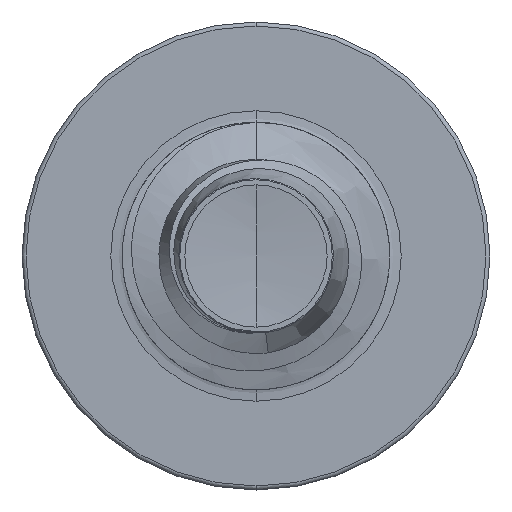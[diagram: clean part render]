
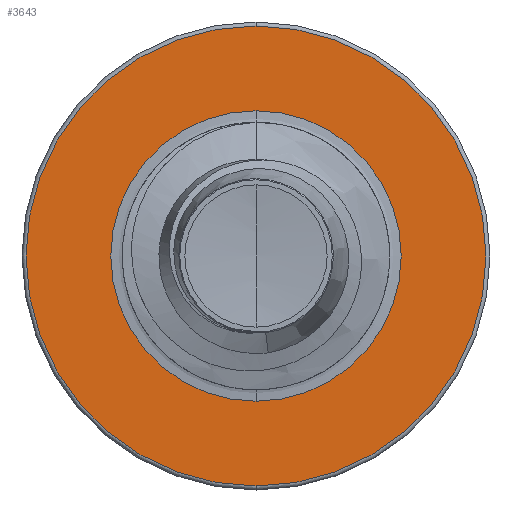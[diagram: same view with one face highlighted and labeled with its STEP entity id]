
A CAD part, front view. The second image highlights one B-rep face of the part: STEP entity #3643.
In plain terms, the highlighted planar face has unit normal (0, -1, 0).
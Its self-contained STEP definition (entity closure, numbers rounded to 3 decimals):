
#2 = AXIS2_PLACEMENT_3D ( 'NONE', #8054, #8049, #7995 ) ;
#98 = AXIS2_PLACEMENT_3D ( 'NONE', #9661, #9655, #9635 ) ;
#251 = CIRCLE ( 'NONE', #1358, 1.086 ) ;
#1007 = EDGE_LOOP ( 'NONE', ( #8728, #14815 ) ) ;
#1313 = DIRECTION ( 'NONE',  ( 0., 0., 1. ) ) ;
#1336 = DIRECTION ( 'NONE',  ( 0., 1., 0. ) ) ;
#1358 = AXIS2_PLACEMENT_3D ( 'NONE', #12517, #12753, #12561 ) ;
#1403 = CARTESIAN_POINT ( 'NONE',  ( 0., 7., -1.086 ) ) ;
#1429 = PLANE ( 'NONE',  #11213 ) ;
#3643 = ADVANCED_FACE ( 'NONE', ( #12826, #13173 ), #1429, .F. ) ;
#3892 = ORIENTED_EDGE ( 'NONE', *, *, #15340, .F. ) ;
#4502 = VERTEX_POINT ( 'NONE', #9045 ) ;
#5388 = CARTESIAN_POINT ( 'NONE',  ( 0., 7., 1.086 ) ) ;
#5494 = VERTEX_POINT ( 'NONE', #15378 ) ;
#5696 = CIRCLE ( 'NONE', #98, 1.72 ) ;
#7400 = DIRECTION ( 'NONE',  ( 0., 0., 1. ) ) ;
#7410 = DIRECTION ( 'NONE',  ( 0., 1., 0. ) ) ;
#7433 = CARTESIAN_POINT ( 'NONE',  ( 0., 7., 0. ) ) ;
#7995 = DIRECTION ( 'NONE',  ( 0., 0., 1. ) ) ;
#8049 = DIRECTION ( 'NONE',  ( 0., 1., 0. ) ) ;
#8054 = CARTESIAN_POINT ( 'NONE',  ( 0., 7., 0. ) ) ;
#8728 = ORIENTED_EDGE ( 'NONE', *, *, #15402, .T. ) ;
#9045 = CARTESIAN_POINT ( 'NONE',  ( 0., 7., -1.086 ) ) ;
#9132 = CIRCLE ( 'NONE', #11445, 1.086 ) ;
#9372 = VERTEX_POINT ( 'NONE', #11951 ) ;
#9573 = CIRCLE ( 'NONE', #2, 1.72 ) ;
#9635 = DIRECTION ( 'NONE',  ( 0., 0., 1. ) ) ;
#9655 = DIRECTION ( 'NONE',  ( 0., 1., 0. ) ) ;
#9661 = CARTESIAN_POINT ( 'NONE',  ( 0., 7., 0. ) ) ;
#11213 = AXIS2_PLACEMENT_3D ( 'NONE', #1403, #1336, #1313 ) ;
#11445 = AXIS2_PLACEMENT_3D ( 'NONE', #7433, #7410, #7400 ) ;
#11951 = CARTESIAN_POINT ( 'NONE',  ( 0., 7., -1.72 ) ) ;
#12517 = CARTESIAN_POINT ( 'NONE',  ( 0., 7., 0. ) ) ;
#12561 = DIRECTION ( 'NONE',  ( 0., 0., 1. ) ) ;
#12753 = DIRECTION ( 'NONE',  ( 0., 1., 0. ) ) ;
#12826 = FACE_OUTER_BOUND ( 'NONE', #16656, .T. ) ;
#13173 = FACE_BOUND ( 'NONE', #1007, .T. ) ;
#14557 = EDGE_CURVE ( 'NONE', #4502, #16772, #251, .T. ) ;
#14815 = ORIENTED_EDGE ( 'NONE', *, *, #14557, .T. ) ;
#15302 = EDGE_CURVE ( 'NONE', #5494, #9372, #5696, .T. ) ;
#15340 = EDGE_CURVE ( 'NONE', #9372, #5494, #9573, .T. ) ;
#15378 = CARTESIAN_POINT ( 'NONE',  ( 0., 7., 1.72 ) ) ;
#15402 = EDGE_CURVE ( 'NONE', #16772, #4502, #9132, .T. ) ;
#16463 = ORIENTED_EDGE ( 'NONE', *, *, #15302, .F. ) ;
#16656 = EDGE_LOOP ( 'NONE', ( #16463, #3892 ) ) ;
#16772 = VERTEX_POINT ( 'NONE', #5388 ) ;
